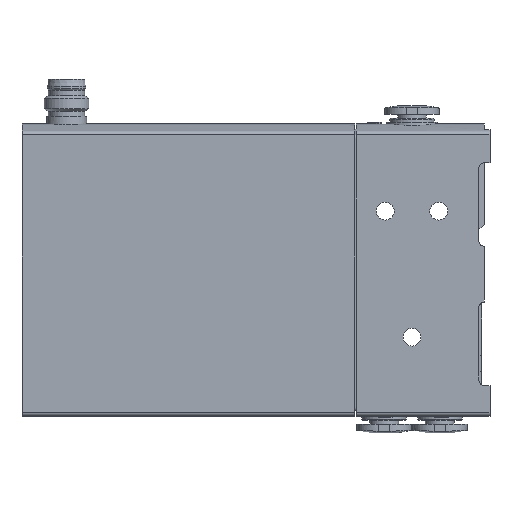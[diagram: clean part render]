
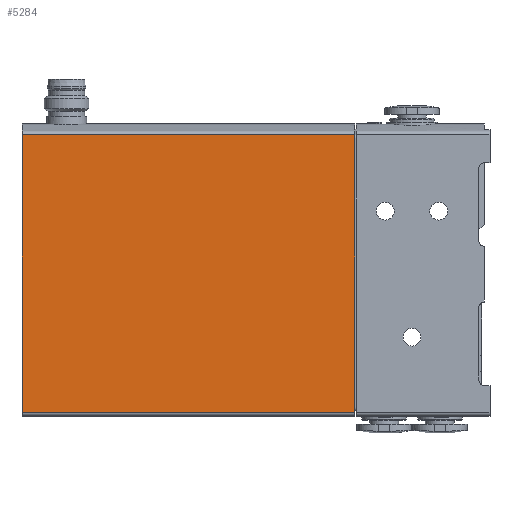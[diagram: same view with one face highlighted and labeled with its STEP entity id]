
A CAD part, left-side view. The second image highlights one B-rep face of the part: STEP entity #5284.
In plain terms, the highlighted planar face has unit normal (-1, 0, 0).
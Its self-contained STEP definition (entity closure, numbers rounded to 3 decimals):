
#730=ORIENTED_EDGE('',*,*,#1689,.T.);
#731=ORIENTED_EDGE('',*,*,#1690,.T.);
#732=ORIENTED_EDGE('',*,*,#1691,.F.);
#733=ORIENTED_EDGE('',*,*,#1692,.F.);
#1689=EDGE_CURVE('',#2147,#2148,#2448,.T.);
#1690=EDGE_CURVE('',#2148,#2149,#2449,.T.);
#1691=EDGE_CURVE('',#2150,#2149,#2450,.T.);
#1692=EDGE_CURVE('',#2147,#2150,#2451,.T.);
#2147=VERTEX_POINT('',#7769);
#2148=VERTEX_POINT('',#7770);
#2149=VERTEX_POINT('',#7772);
#2150=VERTEX_POINT('',#7774);
#2448=LINE('',#7768,#2711);
#2449=LINE('',#7771,#2712);
#2450=LINE('',#7773,#2713);
#2451=LINE('',#7775,#2714);
#2711=VECTOR('',#6398,1000.);
#2712=VECTOR('',#6399,1000.);
#2713=VECTOR('',#6400,1000.);
#2714=VECTOR('',#6401,1000.);
#2903=EDGE_LOOP('',(#730,#731,#732,#733));
#3221=FACE_BOUND('',#2903,.T.);
#3511=PLANE('',#5625);
#5284=ADVANCED_FACE('',(#3221),#3511,.F.);
#5625=AXIS2_PLACEMENT_3D('',#7767,#6396,#6397);
#6396=DIRECTION('',(1.,0.,0.));
#6397=DIRECTION('',(0.,0.,-1.));
#6398=DIRECTION('',(0.,-1.,0.));
#6399=DIRECTION('',(0.,0.,1.));
#6400=DIRECTION('',(0.,-1.,0.));
#6401=DIRECTION('',(0.,0.,1.));
#7767=CARTESIAN_POINT('',(-8.9,84.,-25.55));
#7768=CARTESIAN_POINT('',(-8.9,84.,-25.55));
#7769=CARTESIAN_POINT('',(-8.9,84.,-25.55));
#7770=CARTESIAN_POINT('',(-8.9,24.3,-25.55));
#7771=CARTESIAN_POINT('',(-8.9,24.3,-25.55));
#7772=CARTESIAN_POINT('',(-8.9,24.3,24.239));
#7773=CARTESIAN_POINT('',(-8.9,84.,24.239));
#7774=CARTESIAN_POINT('',(-8.9,84.,24.239));
#7775=CARTESIAN_POINT('',(-8.9,84.,-25.55));
